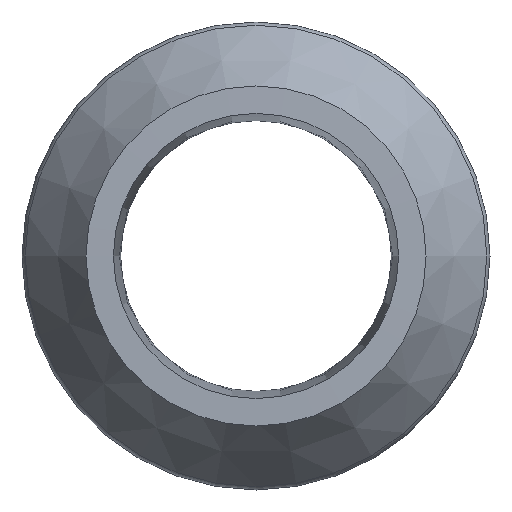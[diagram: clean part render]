
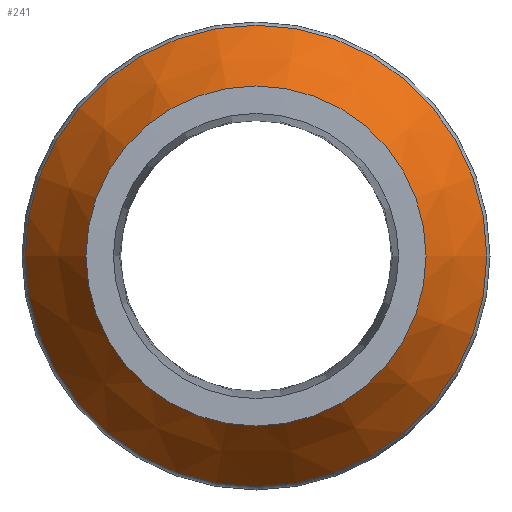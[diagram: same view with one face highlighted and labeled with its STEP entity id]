
A CAD part, left-side view. The second image highlights one B-rep face of the part: STEP entity #241.
In plain terms, the highlighted conical face has half-angle 34.621 degrees and reference radius 10.858 mm.
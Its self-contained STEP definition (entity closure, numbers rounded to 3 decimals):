
#25=FACE_OUTER_BOUND('',#36,.T.);
#36=EDGE_LOOP('',(#182,#183,#184,#185,#186,#187,#188,#189));
#47=LINE('',#436,#54);
#54=VECTOR('',#349,10.858);
#68=CIRCLE('',#276,9.093);
#69=CIRCLE('',#277,9.093);
#70=CIRCLE('',#278,9.093);
#71=CIRCLE('',#280,12.623);
#72=CIRCLE('',#281,12.623);
#73=CIRCLE('',#282,12.623);
#98=VERTEX_POINT('',#423);
#99=VERTEX_POINT('',#425);
#100=VERTEX_POINT('',#427);
#101=VERTEX_POINT('',#431);
#102=VERTEX_POINT('',#432);
#103=VERTEX_POINT('',#434);
#130=EDGE_CURVE('',#99,#98,#68,.T.);
#131=EDGE_CURVE('',#100,#99,#69,.T.);
#132=EDGE_CURVE('',#98,#100,#70,.T.);
#133=EDGE_CURVE('',#101,#102,#71,.T.);
#134=EDGE_CURVE('',#103,#101,#72,.T.);
#135=EDGE_CURVE('',#103,#100,#47,.T.);
#136=EDGE_CURVE('',#102,#103,#73,.T.);
#182=ORIENTED_EDGE('',*,*,#133,.F.);
#183=ORIENTED_EDGE('',*,*,#134,.F.);
#184=ORIENTED_EDGE('',*,*,#135,.T.);
#185=ORIENTED_EDGE('',*,*,#131,.T.);
#186=ORIENTED_EDGE('',*,*,#130,.T.);
#187=ORIENTED_EDGE('',*,*,#132,.T.);
#188=ORIENTED_EDGE('',*,*,#135,.F.);
#189=ORIENTED_EDGE('',*,*,#136,.F.);
#234=CONICAL_SURFACE('',#279,10.858,0.604);
#241=ADVANCED_FACE('',(#25),#234,.T.);
#276=AXIS2_PLACEMENT_3D('',#426,#337,#338);
#277=AXIS2_PLACEMENT_3D('',#428,#339,#340);
#278=AXIS2_PLACEMENT_3D('',#429,#341,#342);
#279=AXIS2_PLACEMENT_3D('',#430,#343,#344);
#280=AXIS2_PLACEMENT_3D('',#433,#345,#346);
#281=AXIS2_PLACEMENT_3D('',#435,#347,#348);
#282=AXIS2_PLACEMENT_3D('',#437,#350,#351);
#337=DIRECTION('center_axis',(1.,0.,0.));
#338=DIRECTION('ref_axis',(0.,0.,-1.));
#339=DIRECTION('center_axis',(1.,0.,0.));
#340=DIRECTION('ref_axis',(0.,0.,-1.));
#341=DIRECTION('center_axis',(1.,0.,0.));
#342=DIRECTION('ref_axis',(0.,0.,-1.));
#343=DIRECTION('center_axis',(1.,0.,0.));
#344=DIRECTION('ref_axis',(0.,1.,0.));
#345=DIRECTION('center_axis',(1.,0.,0.));
#346=DIRECTION('ref_axis',(0.,0.,-1.));
#347=DIRECTION('center_axis',(1.,0.,0.));
#348=DIRECTION('ref_axis',(0.,0.,-1.));
#349=DIRECTION('',(-0.823,0.568,0.));
#350=DIRECTION('center_axis',(1.,0.,0.));
#351=DIRECTION('ref_axis',(0.,0.,-1.));
#423=CARTESIAN_POINT('',(19.812,0.,9.093));
#425=CARTESIAN_POINT('',(19.812,9.093,0.));
#426=CARTESIAN_POINT('Origin',(19.812,0.,0.));
#427=CARTESIAN_POINT('',(19.812,-9.093,0.));
#428=CARTESIAN_POINT('Origin',(19.812,0.,0.));
#429=CARTESIAN_POINT('Origin',(19.812,0.,0.));
#430=CARTESIAN_POINT('Origin',(22.368,0.,0.));
#431=CARTESIAN_POINT('',(24.925,12.623,0.));
#432=CARTESIAN_POINT('',(24.925,0.,12.623));
#433=CARTESIAN_POINT('Origin',(24.925,0.,0.));
#434=CARTESIAN_POINT('',(24.925,-12.623,0.));
#435=CARTESIAN_POINT('Origin',(24.925,0.,0.));
#436=CARTESIAN_POINT('',(22.368,-10.858,0.));
#437=CARTESIAN_POINT('Origin',(24.925,0.,0.));
